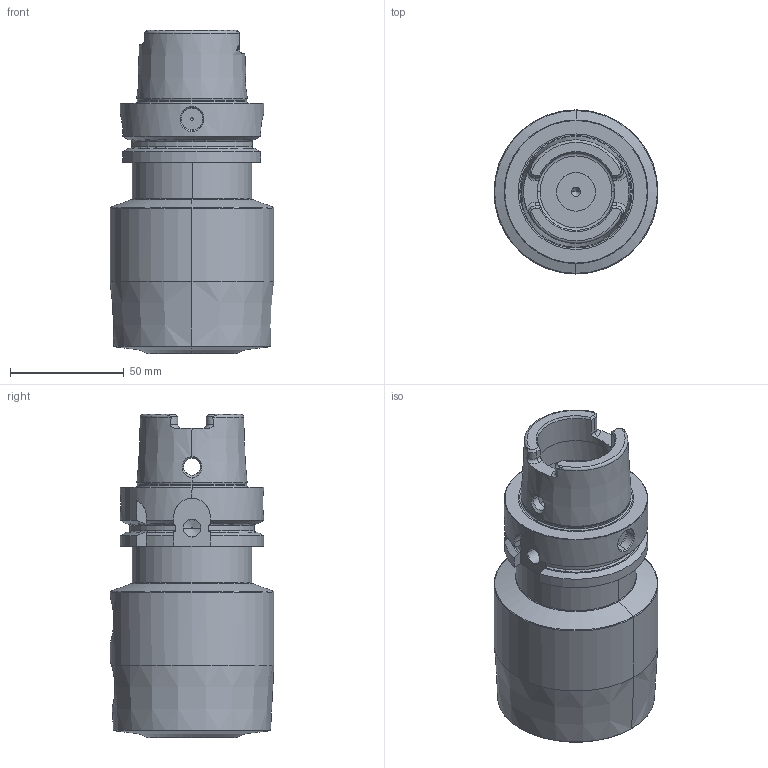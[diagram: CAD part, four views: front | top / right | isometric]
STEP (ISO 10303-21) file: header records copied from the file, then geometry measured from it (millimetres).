
FILE_DESCRIPTION((''),'2;1');
FILE_NAME('607223838-000-01-E43','2025-02-21T12:42:47',('muellerst1'),(''),'CREO PARAMETRIC BY PTC INC, 2021184','CREO PARAMETRIC BY PTC INC, 2021184','');
FILE_SCHEMA(('AP242_MANAGED_MODEL_BASED_3D_ENGINEERING_MIM_LF { 1 0 10303 442 1 1 4 }'));
Length unit declared in the file: millimetre
Products named in the file (1): 607223838-000-01-E43
Bounding box: 72 x 72 x 141.9 mm (x, y, z)
Volume: 326365.3 mm3; surface area: 51843.4 mm2
Topology: 1 solids, 1 shells, 273 faces, 675 edges, 410 vertices
Faces by surface type: cylinder 105, cone 74, plane 62, torus 32
Entity records: 13999 total; most frequent: CARTESIAN_POINT 4532, DIRECTION 1355, ORIENTED_EDGE 1334, PRESENTATION_STYLE_ASSIGNMENT 681, STYLED_ITEM 681, CURVE_STYLE 680, EDGE_CURVE 667, AXIS2_PLACEMENT_3D 548
